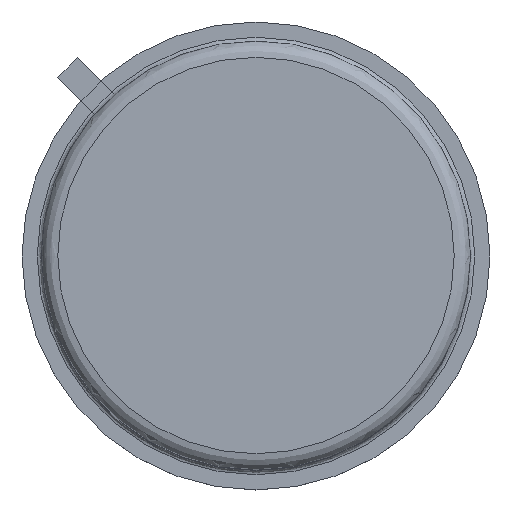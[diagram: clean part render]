
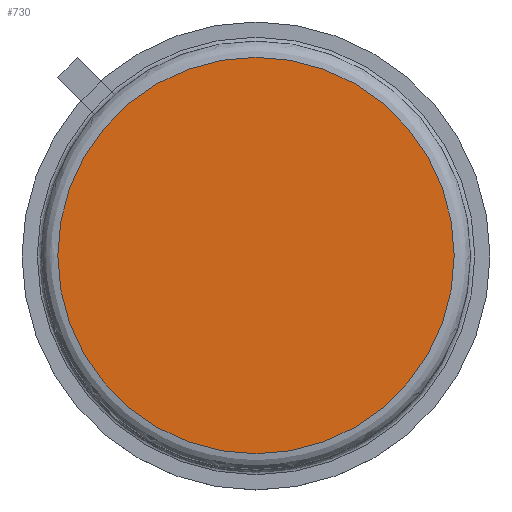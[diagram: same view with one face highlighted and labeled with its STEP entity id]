
A CAD part, top view. The second image highlights one B-rep face of the part: STEP entity #730.
In plain terms, the highlighted face is planar.
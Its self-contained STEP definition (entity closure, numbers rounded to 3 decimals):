
#730 = ADVANCED_FACE('',(#731),#744,.T.);
#731 = FACE_BOUND('',#732,.T.);
#732 = EDGE_LOOP('',(#733));
#733 = ORIENTED_EDGE('',*,*,#734,.T.);
#734 = EDGE_CURVE('',#735,#735,#737,.T.);
#735 = VERTEX_POINT('',#736);
#736 = CARTESIAN_POINT('',(-2.55,13.2,0.));
#737 = SURFACE_CURVE('',#738,(#743,#755),.PCURVE_S1.);
#738 = CIRCLE('',#739,6.1);
#739 = AXIS2_PLACEMENT_3D('',#740,#741,#742);
#740 = CARTESIAN_POINT('',(3.55,13.2,0.));
#741 = DIRECTION('',(0.,1.,0.));
#742 = DIRECTION('',(-1.,0.,0.));
#743 = PCURVE('',#744,#749);
#744 = PLANE('',#745);
#745 = AXIS2_PLACEMENT_3D('',#746,#747,#748);
#746 = CARTESIAN_POINT('',(3.55,13.2,0.));
#747 = DIRECTION('',(0.,1.,0.));
#748 = DIRECTION('',(-1.,0.,0.));
#749 = DEFINITIONAL_REPRESENTATION('',(#750),#754);
#750 = CIRCLE('',#751,6.1);
#751 = AXIS2_PLACEMENT_2D('',#752,#753);
#752 = CARTESIAN_POINT('',(0.,0.));
#753 = DIRECTION('',(1.,0.));
#754 = ( GEOMETRIC_REPRESENTATION_CONTEXT(2) 
PARAMETRIC_REPRESENTATION_CONTEXT() REPRESENTATION_CONTEXT('2D SPACE',''
  ) );
#755 = PCURVE('',#756,#765);
#756 = SURFACE_OF_REVOLUTION('',#757,#762);
#757 = CIRCLE('',#758,0.5);
#758 = AXIS2_PLACEMENT_3D('',#759,#760,#761);
#759 = CARTESIAN_POINT('',(-2.55,12.7,0.));
#760 = DIRECTION('',(0.,0.,1.));
#761 = DIRECTION('',(1.,0.,0.));
#762 = AXIS1_PLACEMENT('',#763,#764);
#763 = CARTESIAN_POINT('',(3.55,2.551,0.));
#764 = DIRECTION('',(0.,1.,0.));
#765 = DEFINITIONAL_REPRESENTATION('',(#766),#770);
#766 = LINE('',#767,#768);
#767 = CARTESIAN_POINT('',(0.,1.571));
#768 = VECTOR('',#769,1.);
#769 = DIRECTION('',(1.,0.));
#770 = ( GEOMETRIC_REPRESENTATION_CONTEXT(2) 
PARAMETRIC_REPRESENTATION_CONTEXT() REPRESENTATION_CONTEXT('2D SPACE',''
  ) );
